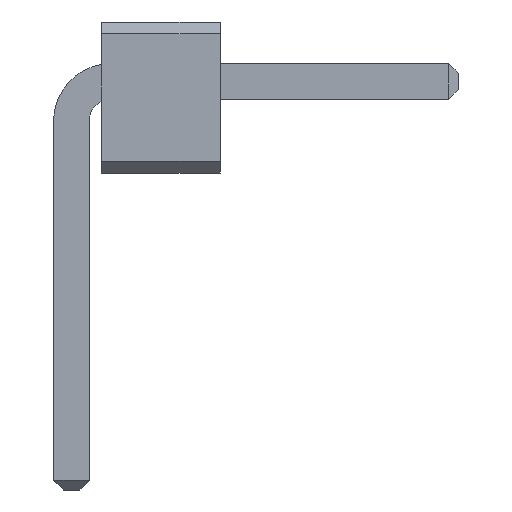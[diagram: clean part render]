
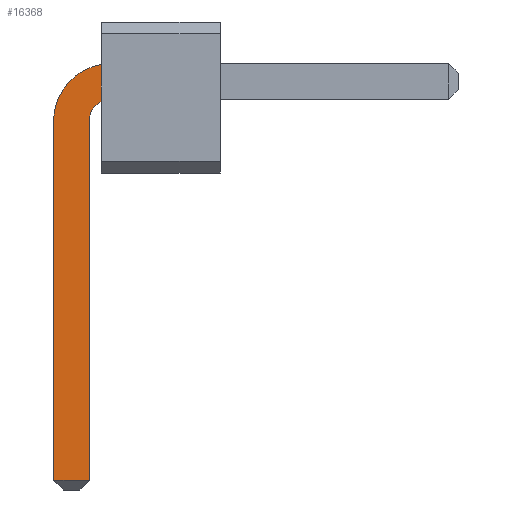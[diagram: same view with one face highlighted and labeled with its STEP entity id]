
A CAD part, front view. The second image highlights one B-rep face of the part: STEP entity #16368.
In plain terms, the highlighted planar face has unit normal (0, -1, 0).
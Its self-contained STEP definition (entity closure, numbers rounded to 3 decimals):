
#5498 = VERTEX_POINT('',#5499);
#5499 = CARTESIAN_POINT('',(0.25,-32.15,0.779));
#5507 = EDGE_CURVE('',#5498,#5508,#5510,.T.);
#5508 = VERTEX_POINT('',#5509);
#5509 = CARTESIAN_POINT('',(0.25,-32.15,0.467));
#5510 = LINE('',#5511,#5512);
#5511 = CARTESIAN_POINT('',(0.25,-32.15,0.1));
#5512 = VECTOR('',#5513,1.);
#5513 = DIRECTION('',(0.,0.,-1.));
#16283 = VERTEX_POINT('',#16284);
#16284 = CARTESIAN_POINT('',(-0.15,-32.15,0.335));
#16290 = EDGE_CURVE('',#16283,#5498,#16291,.T.);
#16291 = CIRCLE('',#16292,0.485);
#16292 = AXIS2_PLACEMENT_3D('',#16293,#16294,#16295);
#16293 = CARTESIAN_POINT('',(0.333,-32.15,0.302));
#16294 = DIRECTION('',(0.,1.,0.));
#16295 = DIRECTION('',(-0.998,0.,
0.069));
#16349 = EDGE_CURVE('',#5508,#16350,#16352,.T.);
#16350 = VERTEX_POINT('',#16351);
#16351 = CARTESIAN_POINT('',(0.15,-32.15,0.335));
#16352 = CIRCLE('',#16353,0.194);
#16353 = AXIS2_PLACEMENT_3D('',#16354,#16355,#16356);
#16354 = CARTESIAN_POINT('',(0.34,-32.15,0.295));
#16355 = DIRECTION('',(0.,-1.,0.));
#16356 = DIRECTION('',(-0.207,0.,0.978
));
#16368 = ADVANCED_FACE('',(#16369),#16396,.F.);
#16369 = FACE_BOUND('',#16370,.F.);
#16370 = EDGE_LOOP('',(#16371,#16372,#16373,#16381,#16389,#16395));
#16371 = ORIENTED_EDGE('',*,*,#5507,.T.);
#16372 = ORIENTED_EDGE('',*,*,#16349,.T.);
#16373 = ORIENTED_EDGE('',*,*,#16374,.T.);
#16374 = EDGE_CURVE('',#16350,#16375,#16377,.T.);
#16375 = VERTEX_POINT('',#16376);
#16376 = CARTESIAN_POINT('',(0.15,-32.15,-2.72));
#16377 = LINE('',#16378,#16379);
#16378 = CARTESIAN_POINT('',(0.15,-32.15,0.335));
#16379 = VECTOR('',#16380,1.);
#16380 = DIRECTION('',(0.,0.,-1.));
#16381 = ORIENTED_EDGE('',*,*,#16382,.T.);
#16382 = EDGE_CURVE('',#16375,#16383,#16385,.T.);
#16383 = VERTEX_POINT('',#16384);
#16384 = CARTESIAN_POINT('',(-0.15,-32.15,-2.72));
#16385 = LINE('',#16386,#16387);
#16386 = CARTESIAN_POINT('',(0.15,-32.15,-2.72));
#16387 = VECTOR('',#16388,1.);
#16388 = DIRECTION('',(-1.,0.,0.));
#16389 = ORIENTED_EDGE('',*,*,#16390,.T.);
#16390 = EDGE_CURVE('',#16383,#16283,#16391,.T.);
#16391 = LINE('',#16392,#16393);
#16392 = CARTESIAN_POINT('',(-0.15,-32.15,-2.8));
#16393 = VECTOR('',#16394,1.);
#16394 = DIRECTION('',(0.,0.,1.));
#16395 = ORIENTED_EDGE('',*,*,#16290,.T.);
#16396 = PLANE('',#16397);
#16397 = AXIS2_PLACEMENT_3D('',#16398,#16399,#16400);
#16398 = CARTESIAN_POINT('',(0.841,-32.15,-0.301));
#16399 = DIRECTION('',(0.,1.,-0.));
#16400 = DIRECTION('',(0.,0.,-1.));
